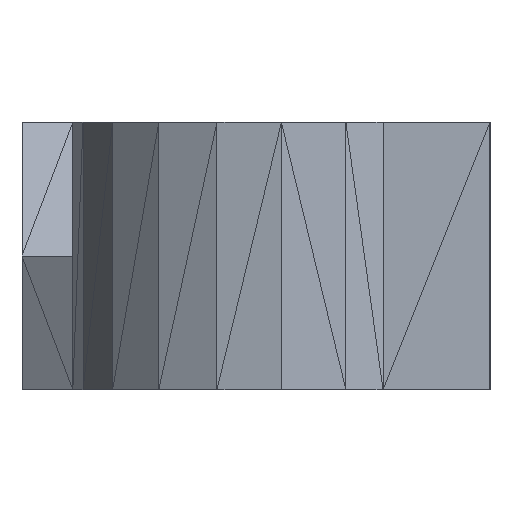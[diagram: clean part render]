
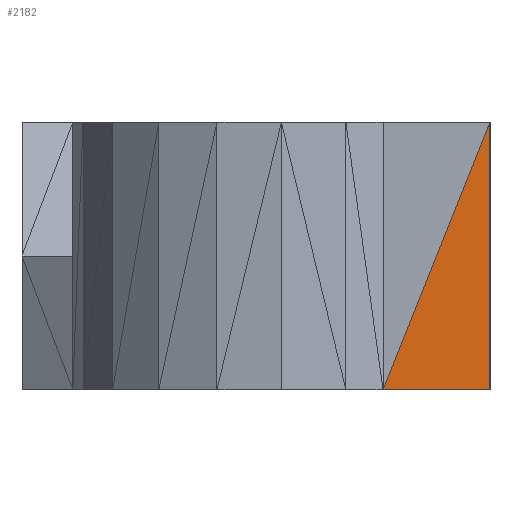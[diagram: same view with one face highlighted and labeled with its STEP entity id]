
A CAD part, left-side view. The second image highlights one B-rep face of the part: STEP entity #2182.
In plain terms, the highlighted planar face has unit normal (-1, 0, 0).
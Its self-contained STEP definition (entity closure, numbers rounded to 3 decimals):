
#2182 = ADVANCED_FACE('',(#2183),#2197,.F.);
#2183 = FACE_BOUND('',#2184,.T.);
#2184 = EDGE_LOOP('',(#2185,#2219,#2246));
#2185 = ORIENTED_EDGE('',*,*,#2186,.T.);
#2186 = EDGE_CURVE('',#2187,#2189,#2191,.T.);
#2187 = VERTEX_POINT('',#2188);
#2188 = CARTESIAN_POINT('',(-27.,0.,0.));
#2189 = VERTEX_POINT('',#2190);
#2190 = CARTESIAN_POINT('',(-27.,0.,10.));
#2191 = SURFACE_CURVE('',#2192,(#2196,#2208),.PCURVE_S1.);
#2192 = LINE('',#2193,#2194);
#2193 = CARTESIAN_POINT('',(-27.,0.,0.));
#2194 = VECTOR('',#2195,1.);
#2195 = DIRECTION('',(0.,0.,1.));
#2196 = PCURVE('',#2197,#2202);
#2197 = PLANE('',#2198);
#2198 = AXIS2_PLACEMENT_3D('',#2199,#2200,#2201);
#2199 = CARTESIAN_POINT('',(-27.,0.,0.));
#2200 = DIRECTION('',(1.,0.,0.));
#2201 = DIRECTION('',(0.,0.,1.));
#2202 = DEFINITIONAL_REPRESENTATION('',(#2203),#2207);
#2203 = LINE('',#2204,#2205);
#2204 = CARTESIAN_POINT('',(0.,0.));
#2205 = VECTOR('',#2206,1.);
#2206 = DIRECTION('',(1.,0.));
#2207 = ( GEOMETRIC_REPRESENTATION_CONTEXT(2) 
PARAMETRIC_REPRESENTATION_CONTEXT() REPRESENTATION_CONTEXT('2D SPACE',''
  ) );
#2208 = PCURVE('',#2209,#2214);
#2209 = PLANE('',#2210);
#2210 = AXIS2_PLACEMENT_3D('',#2211,#2212,#2213);
#2211 = CARTESIAN_POINT('',(-27.,0.,10.));
#2212 = DIRECTION('',(0.,1.,0.));
#2213 = DIRECTION('',(0.,0.,1.));
#2214 = DEFINITIONAL_REPRESENTATION('',(#2215),#2218);
#2215 = B_SPLINE_CURVE_WITH_KNOTS('',1,(#2216,#2217),.UNSPECIFIED.,.F.,
  .F.,(2,2),(0.,10.),.PIECEWISE_BEZIER_KNOTS.);
#2216 = CARTESIAN_POINT('',(-10.,0.));
#2217 = CARTESIAN_POINT('',(0.,0.));
#2218 = ( GEOMETRIC_REPRESENTATION_CONTEXT(2) 
PARAMETRIC_REPRESENTATION_CONTEXT() REPRESENTATION_CONTEXT('2D SPACE',''
  ) );
#2219 = ORIENTED_EDGE('',*,*,#2220,.T.);
#2220 = EDGE_CURVE('',#2189,#2221,#2223,.T.);
#2221 = VERTEX_POINT('',#2222);
#2222 = CARTESIAN_POINT('',(-27.,4.,0.));
#2223 = SURFACE_CURVE('',#2224,(#2228,#2235),.PCURVE_S1.);
#2224 = LINE('',#2225,#2226);
#2225 = CARTESIAN_POINT('',(-27.,0.,10.));
#2226 = VECTOR('',#2227,1.);
#2227 = DIRECTION('',(0.,0.371,-0.928));
#2228 = PCURVE('',#2197,#2229);
#2229 = DEFINITIONAL_REPRESENTATION('',(#2230),#2234);
#2230 = LINE('',#2231,#2232);
#2231 = CARTESIAN_POINT('',(10.,0.));
#2232 = VECTOR('',#2233,1.);
#2233 = DIRECTION('',(-0.928,-0.371));
#2234 = ( GEOMETRIC_REPRESENTATION_CONTEXT(2) 
PARAMETRIC_REPRESENTATION_CONTEXT() REPRESENTATION_CONTEXT('2D SPACE',''
  ) );
#2235 = PCURVE('',#2236,#2241);
#2236 = PLANE('',#2237);
#2237 = AXIS2_PLACEMENT_3D('',#2238,#2239,#2240);
#2238 = CARTESIAN_POINT('',(-27.,4.,0.));
#2239 = DIRECTION('',(1.,0.,0.));
#2240 = DIRECTION('',(0.,0.,1.));
#2241 = DEFINITIONAL_REPRESENTATION('',(#2242),#2245);
#2242 = B_SPLINE_CURVE_WITH_KNOTS('',1,(#2243,#2244),.UNSPECIFIED.,.F.,
  .F.,(2,2),(0.,10.77),.PIECEWISE_BEZIER_KNOTS.);
#2243 = CARTESIAN_POINT('',(10.,4.));
#2244 = CARTESIAN_POINT('',(0.,0.));
#2245 = ( GEOMETRIC_REPRESENTATION_CONTEXT(2) 
PARAMETRIC_REPRESENTATION_CONTEXT() REPRESENTATION_CONTEXT('2D SPACE',''
  ) );
#2246 = ORIENTED_EDGE('',*,*,#2247,.T.);
#2247 = EDGE_CURVE('',#2221,#2187,#2248,.T.);
#2248 = SURFACE_CURVE('',#2249,(#2253,#2260),.PCURVE_S1.);
#2249 = LINE('',#2250,#2251);
#2250 = CARTESIAN_POINT('',(-27.,4.,0.));
#2251 = VECTOR('',#2252,1.);
#2252 = DIRECTION('',(0.,-1.,0.));
#2253 = PCURVE('',#2197,#2254);
#2254 = DEFINITIONAL_REPRESENTATION('',(#2255),#2259);
#2255 = LINE('',#2256,#2257);
#2256 = CARTESIAN_POINT('',(0.,-4.));
#2257 = VECTOR('',#2258,1.);
#2258 = DIRECTION('',(0.,1.));
#2259 = ( GEOMETRIC_REPRESENTATION_CONTEXT(2) 
PARAMETRIC_REPRESENTATION_CONTEXT() REPRESENTATION_CONTEXT('2D SPACE',''
  ) );
#2260 = PCURVE('',#2261,#2266);
#2261 = PLANE('',#2262);
#2262 = AXIS2_PLACEMENT_3D('',#2263,#2264,#2265);
#2263 = CARTESIAN_POINT('',(-27.,0.,0.));
#2264 = DIRECTION('',(0.,0.,1.));
#2265 = DIRECTION('',(1.,0.,0.));
#2266 = DEFINITIONAL_REPRESENTATION('',(#2267),#2270);
#2267 = B_SPLINE_CURVE_WITH_KNOTS('',1,(#2268,#2269),.UNSPECIFIED.,.F.,
  .F.,(2,2),(0.,4.),.PIECEWISE_BEZIER_KNOTS.);
#2268 = CARTESIAN_POINT('',(0.,4.));
#2269 = CARTESIAN_POINT('',(0.,0.));
#2270 = ( GEOMETRIC_REPRESENTATION_CONTEXT(2) 
PARAMETRIC_REPRESENTATION_CONTEXT() REPRESENTATION_CONTEXT('2D SPACE',''
  ) );
